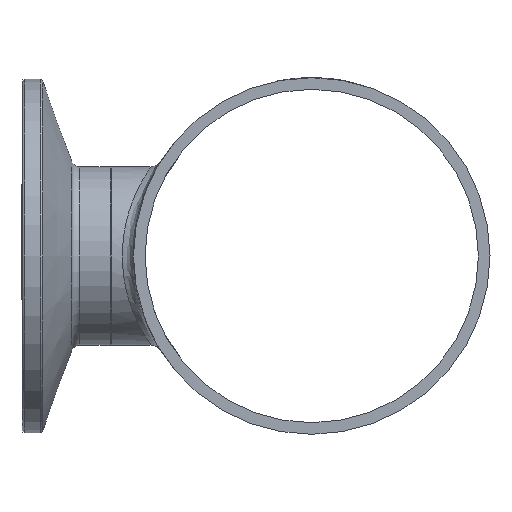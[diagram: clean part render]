
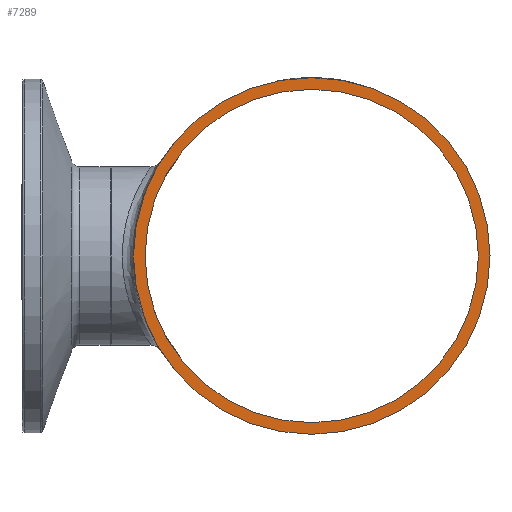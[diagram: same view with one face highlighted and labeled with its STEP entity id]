
A CAD part, left-side view. The second image highlights one B-rep face of the part: STEP entity #7289.
In plain terms, the highlighted planar face has unit normal (-1, 0, 0).
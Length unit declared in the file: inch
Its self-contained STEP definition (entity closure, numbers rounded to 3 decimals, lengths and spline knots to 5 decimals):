
#168=FACE_BOUND('',#1386,.T.);
#169=FACE_BOUND('',#1387,.T.);
#523=PLANE('',#7744);
#1386=EDGE_LOOP('',(#6797));
#1387=EDGE_LOOP('',(#6798));
#2860=CIRCLE('',#7690,1.);
#2882=CIRCLE('',#7741,0.935);
#3577=VERTEX_POINT('',#15521);
#3601=VERTEX_POINT('',#15756);
#4642=EDGE_CURVE('',#3577,#3577,#2860,.T.);
#4667=EDGE_CURVE('',#3601,#3601,#2882,.T.);
#6797=ORIENTED_EDGE('',*,*,#4667,.T.);
#6798=ORIENTED_EDGE('',*,*,#4642,.T.);
#7289=ADVANCED_FACE('',(#168,#169),#523,.F.);
#7690=AXIS2_PLACEMENT_3D('',#15522,#9046,#9047);
#7741=AXIS2_PLACEMENT_3D('',#15757,#9148,#9149);
#7744=AXIS2_PLACEMENT_3D('',#15761,#9154,#9155);
#9046=DIRECTION('center_axis',(-1.,0.,0.));
#9047=DIRECTION('ref_axis',(0.,0.,
1.));
#9148=DIRECTION('center_axis',(1.,0.,0.));
#9149=DIRECTION('ref_axis',(0.,0.,
1.));
#9154=DIRECTION('center_axis',(1.,0.,0.));
#9155=DIRECTION('ref_axis',(0.,0.,-1.));
#15521=CARTESIAN_POINT('',(-2.875,0.,-1.));
#15522=CARTESIAN_POINT('Origin',(-2.875,0.,0.));
#15756=CARTESIAN_POINT('',(-2.875,0.,-0.935));
#15757=CARTESIAN_POINT('Origin',(-2.875,0.,0.));
#15761=CARTESIAN_POINT('Origin',(-2.875,0.,0.));
